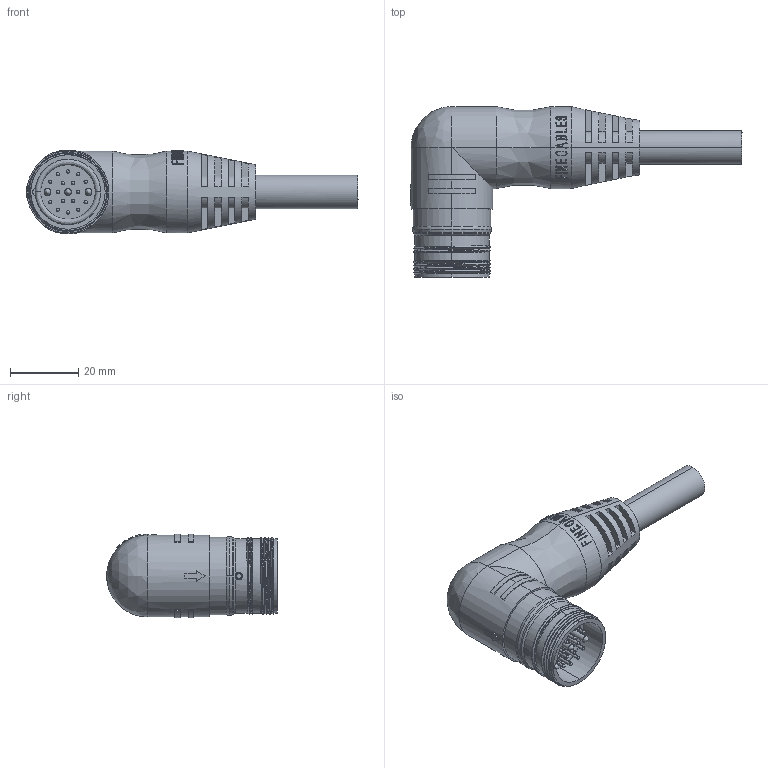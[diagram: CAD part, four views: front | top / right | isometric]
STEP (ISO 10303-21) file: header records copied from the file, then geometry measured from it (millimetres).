
FILE_DESCRIPTION (( 'STEP AP203' ), '1' );
FILE_NAME ('P372.STEP', '2020-04-15T07:13:11', ( 'edpusr' ), ( 'Microsoft' ), 'SwSTEP 2.0', 'SolidWorks 2015', '' );
FILE_SCHEMA (( 'CONFIG_CONTROL_DESIGN' ));
Length unit declared in the file: millimetre
Products named in the file (1): P372
Bounding box: 97.3 x 50 x 24.6 mm (x, y, z)
Volume: 35376.9 mm3; surface area: 11840.2 mm2
Topology: 3 solids, 3 shells, 477 faces, 1244 edges, 821 vertices
Faces by surface type: bspline 237, plane 128, cylinder 108, cone 4
Entity records: 31135 total; most frequent: CARTESIAN_POINT 21218, ORIENTED_EDGE 2486, EDGE_CURVE 1243, DIRECTION 1226, VERTEX_POINT 821, B_SPLINE_CURVE_WITH_KNOTS 600, EDGE_LOOP 528, LINE 482
